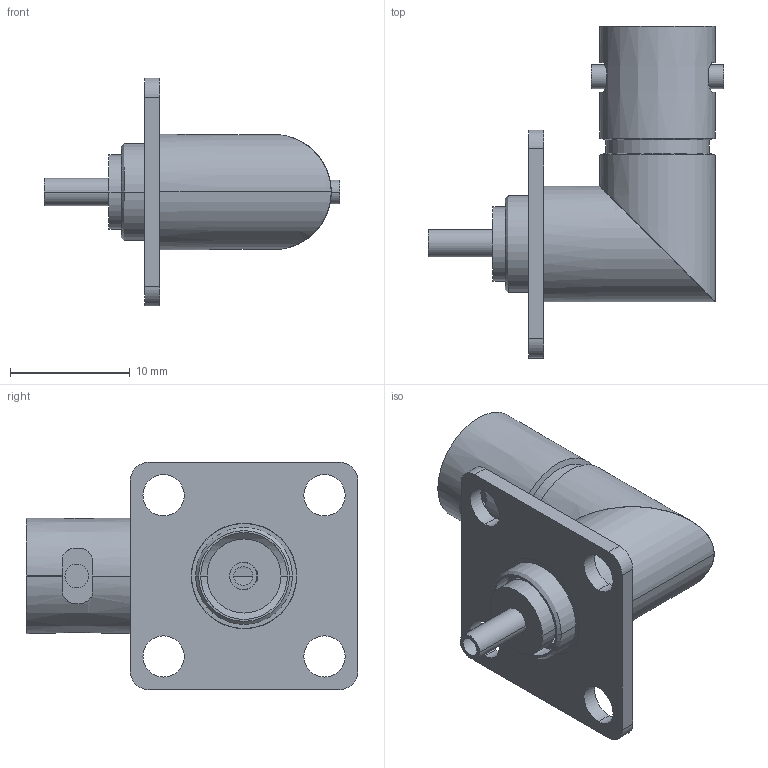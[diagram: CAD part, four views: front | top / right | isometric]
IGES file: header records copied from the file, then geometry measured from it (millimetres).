
Start section:  PTC IGES file: 000-5675.igs
Global section: file name: 000-5675.igs; native system: Pro/ENGINEER by Parametric Technology Corporation; preprocessor: 2008010; author: rkarthik; organization: Unknown; date: 20100716.163410; units: millimetre
Bounding box: 24.71 x 27.76 x 19.05 mm (x, y, z)
Surface area: 2187.8 mm2 (no closed solid volume)
Topology: 0 solids, 0 shells, 76 faces, 364 edges, 364 vertices
Faces by surface type: revolution 54, bspline 22
